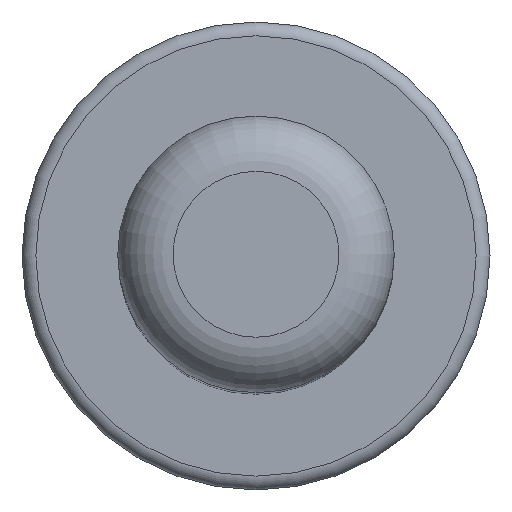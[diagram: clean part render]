
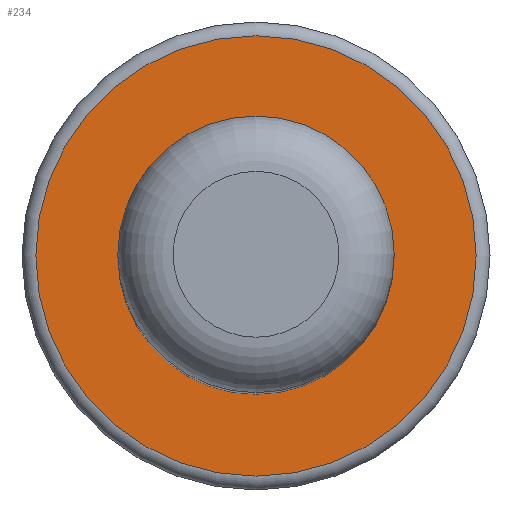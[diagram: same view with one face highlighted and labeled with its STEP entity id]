
A CAD part, top view. The second image highlights one B-rep face of the part: STEP entity #234.
In plain terms, the highlighted planar face has unit normal (0, 0, 1).
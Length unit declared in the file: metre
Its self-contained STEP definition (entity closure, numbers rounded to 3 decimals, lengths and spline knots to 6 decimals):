
#58=ORIENTED_EDGE('',*,*,#114,.F.);
#59=ORIENTED_EDGE('',*,*,#115,.T.);
#114=EDGE_CURVE('',#142,#142,#162,.T.);
#115=EDGE_CURVE('',#143,#143,#163,.T.);
#142=VERTEX_POINT('',#368);
#143=VERTEX_POINT('',#370);
#162=CIRCLE('',#266,0.0025);
#163=CIRCLE('',#267,0.003981);
#170=EDGE_LOOP('',(#58));
#171=EDGE_LOOP('',(#59));
#196=FACE_BOUND('',#170,.T.);
#197=FACE_BOUND('',#171,.T.);
#222=PLANE('',#265);
#234=ADVANCED_FACE('',(#196,#197),#222,.T.);
#265=AXIS2_PLACEMENT_3D('',#366,#293,#294);
#266=AXIS2_PLACEMENT_3D('',#367,#295,#296);
#267=AXIS2_PLACEMENT_3D('',#369,#297,#298);
#293=DIRECTION('',(0.,0.,1.));
#294=DIRECTION('',(1.,0.,0.));
#295=DIRECTION('',(0.,0.,1.));
#296=DIRECTION('',(1.,0.,0.));
#297=DIRECTION('',(0.,0.,1.));
#298=DIRECTION('',(1.,0.,0.));
#366=CARTESIAN_POINT('',(-0.030168,-0.040381,0.0108));
#367=CARTESIAN_POINT('',(-0.030168,-0.040381,0.0108));
#368=CARTESIAN_POINT('',(-0.027668,-0.040381,0.0108));
#369=CARTESIAN_POINT('',(-0.030168,-0.040381,0.0108));
#370=CARTESIAN_POINT('',(-0.026186,-0.040381,0.0108));
